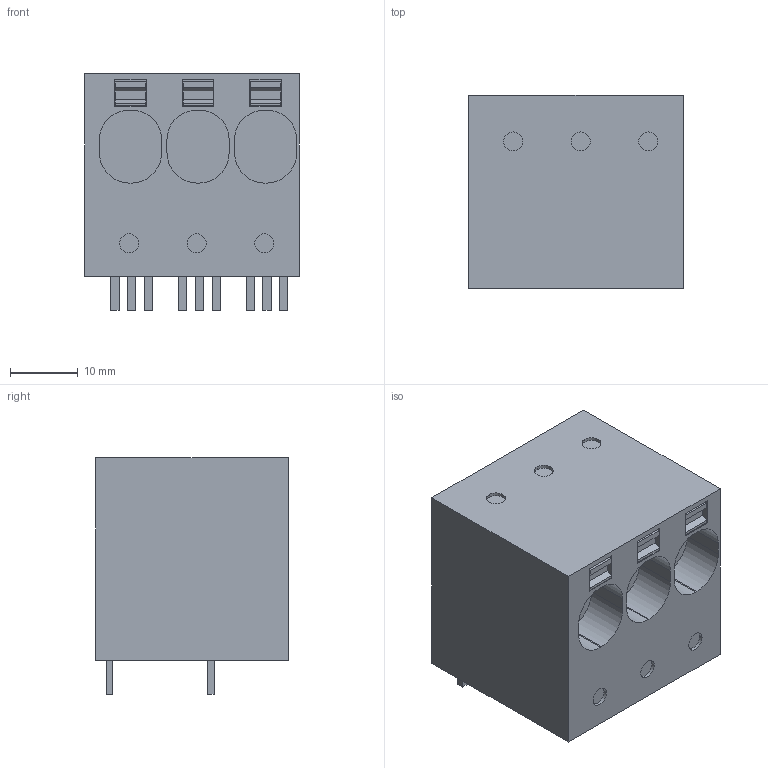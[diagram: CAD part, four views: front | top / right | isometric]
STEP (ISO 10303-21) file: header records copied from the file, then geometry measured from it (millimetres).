
FILE_DESCRIPTION(('CATIA V5 STEP Exchange','CAx-IF Rec.Pracs.--- Model Styling and Organization---1.2---2011-12-15'),'2;1');
FILE_NAME ('D1462935_0_2500460000_2500460000.stp','2018-03-29T09:45:16+00:00',('none'),('Weidmueller'),'CATIA Version 5-6 Release 2014','CATIA V5 STEP AP214','none');
FILE_SCHEMA(('AUTOMOTIVE_DESIGN { 1 0 10303 214 1 1 1 1 }'));
Length unit declared in the file: millimetre
Products named in the file (1): 2500460000
Bounding box: 31.8 x 28.55 x 35 mm (x, y, z)
Volume: 24529.4 mm3; surface area: 7206.3 mm2
Topology: 7 solids, 7 shells, 174 faces, 435 edges, 290 vertices
Faces by surface type: plane 138, cylinder 36
Entity records: 5207 total; most frequent: CARTESIAN_POINT 942, ORIENTED_EDGE 870, DIRECTION 745, EDGE_CURVE 435, VECTOR 363, LINE 363, VERTEX_POINT 290, AXIS2_PLACEMENT_3D 226
